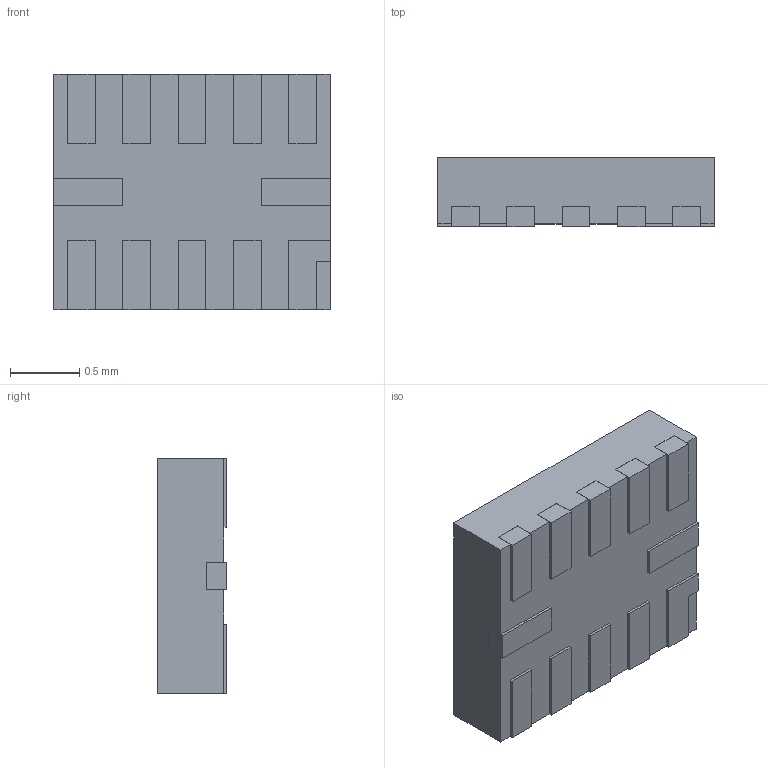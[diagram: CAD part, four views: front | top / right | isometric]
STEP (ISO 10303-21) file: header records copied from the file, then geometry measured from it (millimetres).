
FILE_DESCRIPTION (( 'STEP AP214' ), '1' );
FILE_NAME ('0FE44ED4-2A10-416D-A80C-E542AD118C3F.STEP', '2023-08-17T19:25:01', ( '' ), ( '' ), 'SwSTEP 2.0', 'SolidWorks 2022', '' );
FILE_SCHEMA (( 'AUTOMOTIVE_DESIGN' ));
Length unit declared in the file: millimetre
Products named in the file (1): 0FE44ED4-2A10-416D-A80C-E542AD118C3F
Bounding box: 2 x 0.5 x 1.7 mm (x, y, z)
Volume: 1.7 mm3; surface area: 10.7 mm2
Topology: 1 solids, 1 shells, 368 faces, 1050 edges, 700 vertices
Faces by surface type: plane 350, bspline 16, cone 2
Entity records: 12929 total; most frequent: CARTESIAN_POINT 3223, ORIENTED_EDGE 2100, DIRECTION 1728, EDGE_CURVE 1050, LINE 1014, VECTOR 1014, VERTEX_POINT 700, EDGE_LOOP 384
